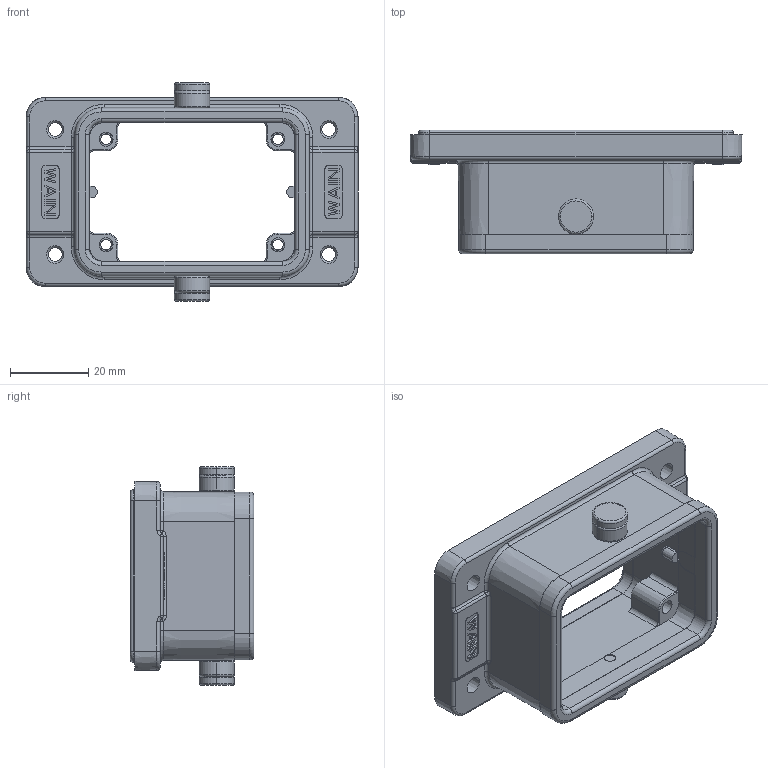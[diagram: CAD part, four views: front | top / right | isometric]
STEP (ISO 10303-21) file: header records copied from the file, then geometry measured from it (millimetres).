
FILE_DESCRIPTION((''),'2;1');
FILE_NAME('H6B-BK-1','2020-11-06T',('sy.ji'),(''),'PRO/ENGINEER BY PARAMETRIC TECHNOLOGY CORPORATION, 2012480','PRO/ENGINEER BY PARAMETRIC TECHNOLOGY CORPORATION, 2012480','');
FILE_SCHEMA(('CONFIG_CONTROL_DESIGN'));
Length unit declared in the file: millimetre
Products named in the file (1): H6B-BK-1
Bounding box: 85 x 31.65 x 56 mm (x, y, z)
Volume: 33526.9 mm3; surface area: 23661.9 mm2
Topology: 2 solids, 9 shells, 831 faces, 2205 edges, 1387 vertices
Faces by surface type: plane 319, cylinder 259, cone 90, torus 87, sphere 44, bspline 30, extrusion 2
Entity records: 30620 total; most frequent: CARTESIAN_POINT 9928, ORIENTED_EDGE 4410, DIRECTION 4262, EDGE_CURVE 2205, AXIS2_PLACEMENT_3D 1553, VERTEX_POINT 1387, VECTOR 1156, LINE 1154
